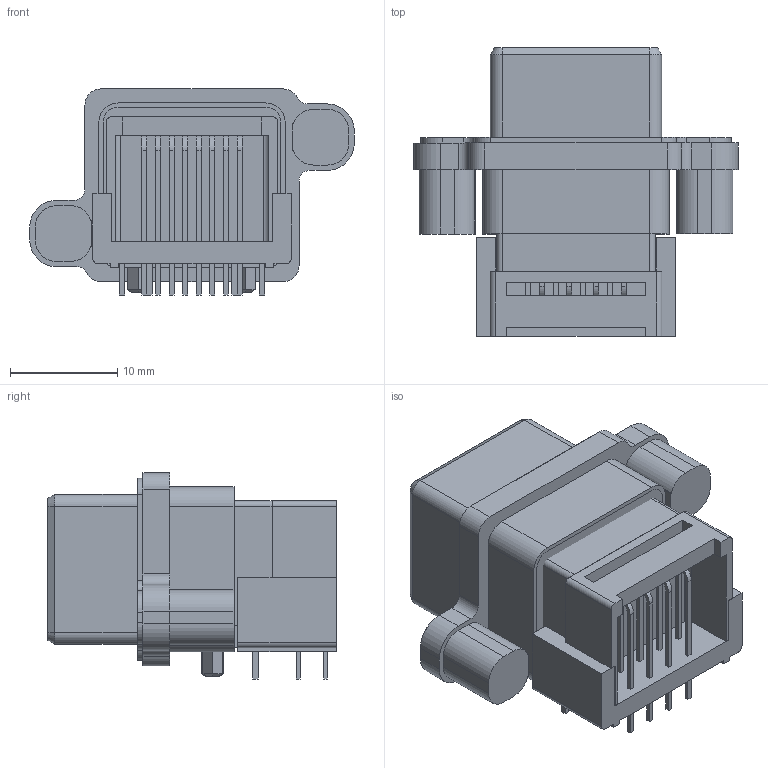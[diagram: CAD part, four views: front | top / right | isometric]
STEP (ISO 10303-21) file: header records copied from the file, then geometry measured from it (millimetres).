
FILE_DESCRIPTION((''),'2;1');
FILE_NAME('AMPHENOL_MRJ-5381-01.stp','2014-12-10T11:13:09',(''),(''),'Mechanical Desktop 2011','Mechanical Desktop 2011',', , ');
FILE_SCHEMA(('AUTOMOTIVE_DESIGN { 1 2 10303 214 1 1 1 1 }'));
Length unit declared in the file: millimetre
Products named in the file (1): Product
Bounding box: 30.3 x 26.95 x 19.24 mm (x, y, z)
Volume: 5070.1 mm3; surface area: 6626.6 mm2
Topology: 28 solids, 28 shells, 691 faces, 1805 edges, 1168 vertices
Faces by surface type: plane 431, cylinder 166, torus 64, bspline 18, cone 12
Entity records: 22190 total; most frequent: CARTESIAN_POINT 5005, ORIENTED_EDGE 3602, DIRECTION 3451, EDGE_CURVE 1801, VECTOR 1315, LINE 1315, VERTEX_POINT 1168, AXIS2_PLACEMENT_3D 1068
